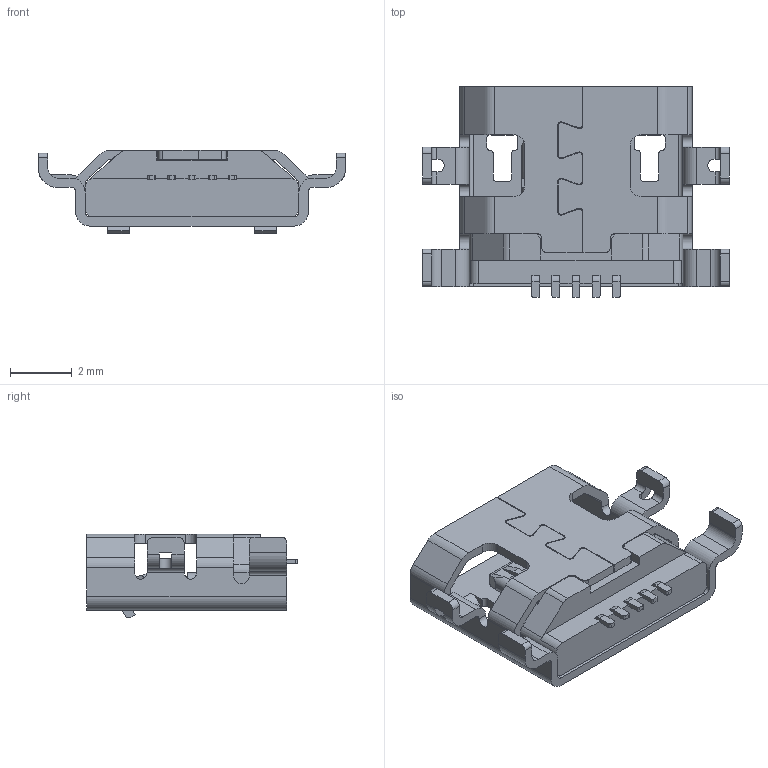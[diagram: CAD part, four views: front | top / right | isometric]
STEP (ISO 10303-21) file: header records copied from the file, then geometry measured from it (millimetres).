
FILE_DESCRIPTION(('CoCreate Modeling STEP Export'),'2;1');
FILE_NAME('010101010-125-0.8无翻边(头部加长0.6).stp','2015-12-04T 9:46:03',(''),(''),'CoCreate Modeling STEP processor for AP214 (Solid Model)','CoCreate Modeling 16.00 13-May-2008 (C) Parametric Technology GmbH','');
FILE_SCHEMA(('AUTOMOTIVE_DESIGN { 1 0 10303 214 1 1 1 1 }'));
Length unit declared in the file: millimetre
Products named in the file (2): 4DIP08CONTACT.6.1.1
Assembly tree (1 placements, depth 2):
  4DIP08CONTACT.6.1.1
    4DIP08CONTACT.6.1.1
Bounding box: 9.9 x 6.8 x 2.7 mm (x, y, z)
Volume: 56.2 mm3; surface area: 296.5 mm2
Topology: 1 solids, 1 shells, 559 faces, 1611 edges, 1036 vertices
Faces by surface type: plane 361, cylinder 180, cone 16, torus 2
Entity records: 18349 total; most frequent: CARTESIAN_POINT 3364, ORIENTED_EDGE 3234, DIRECTION 3000, EDGE_CURVE 1613, VECTOR 1164, LINE 1164, VERTEX_POINT 1036, AXIS2_PLACEMENT_3D 918
